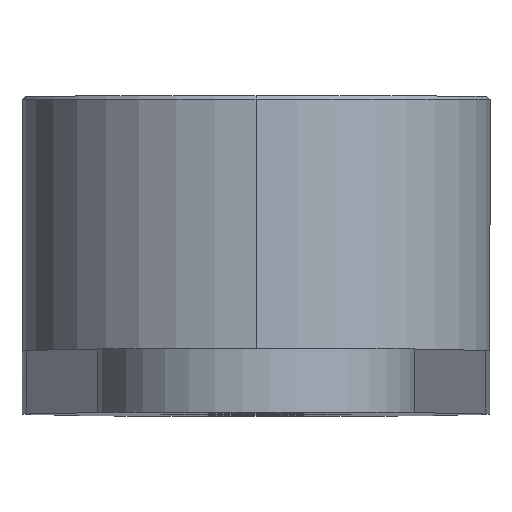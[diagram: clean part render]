
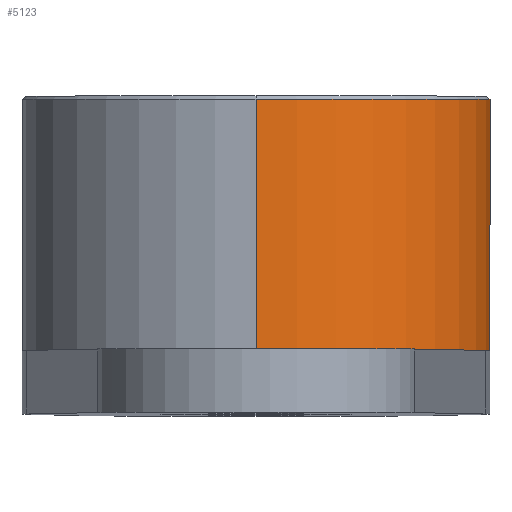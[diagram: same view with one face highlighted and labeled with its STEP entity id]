
A CAD part, top view. The second image highlights one B-rep face of the part: STEP entity #5123.
In plain terms, the highlighted cylindrical face has radius 3.679 mm (diameter 7.359 mm), a partial arc.
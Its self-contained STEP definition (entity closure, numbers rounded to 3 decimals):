
#130 = CARTESIAN_POINT ( 'NONE',  ( 0., 4.95, 0. ) ) ;
#173 = CARTESIAN_POINT ( 'NONE',  ( 0., 5., 0. ) ) ;
#209 = DIRECTION ( 'NONE',  ( 0., 0., -1. ) ) ;
#361 = EDGE_CURVE ( 'NONE', #2913, #5173, #7279, .T. ) ;
#553 = CARTESIAN_POINT ( 'NONE',  ( 0., 1., 0. ) ) ;
#698 = FACE_OUTER_BOUND ( 'NONE', #3518, .T. ) ;
#786 = ORIENTED_EDGE ( 'NONE', *, *, #3218, .T. ) ;
#787 = LINE ( 'NONE', #6892, #6969 ) ;
#1014 = DIRECTION ( 'NONE',  ( 0., 0., -1. ) ) ;
#1316 = DIRECTION ( 'NONE',  ( 0., -1., 0. ) ) ;
#1319 = CARTESIAN_POINT ( 'NONE',  ( 0., 1., -3.679 ) ) ;
#1527 = CARTESIAN_POINT ( 'NONE',  ( 0., 5., -3.679 ) ) ;
#1571 = LINE ( 'NONE', #1527, #6734 ) ;
#2017 = ORIENTED_EDGE ( 'NONE', *, *, #6248, .T. ) ;
#2062 = ORIENTED_EDGE ( 'NONE', *, *, #5234, .F. ) ;
#2241 = CARTESIAN_POINT ( 'NONE',  ( 0., 4.95, 3.679 ) ) ;
#2245 = CARTESIAN_POINT ( 'NONE',  ( 0., 1., 0. ) ) ;
#2251 = CARTESIAN_POINT ( 'NONE',  ( 0., 1., 3.679 ) ) ;
#2655 = ORIENTED_EDGE ( 'NONE', *, *, #361, .F. ) ;
#2661 = DIRECTION ( 'NONE',  ( 0., -1., 0. ) ) ;
#2913 = VERTEX_POINT ( 'NONE', #3931 ) ;
#3057 = AXIS2_PLACEMENT_3D ( 'NONE', #553, #3573, #1014 ) ;
#3218 = EDGE_CURVE ( 'NONE', #6901, #5173, #787, .T. ) ;
#3239 = VERTEX_POINT ( 'NONE', #3264 ) ;
#3264 = CARTESIAN_POINT ( 'NONE',  ( 0., 4.95, -3.679 ) ) ;
#3518 = EDGE_LOOP ( 'NONE', ( #2017, #786, #2655, #3909, #2062 ) ) ;
#3573 = DIRECTION ( 'NONE',  ( 0., -1., 0. ) ) ;
#3838 = EDGE_CURVE ( 'NONE', #5132, #2913, #4884, .T. ) ;
#3909 = ORIENTED_EDGE ( 'NONE', *, *, #3838, .F. ) ;
#3923 = DIRECTION ( 'NONE',  ( 0., -1., 0. ) ) ;
#3931 = CARTESIAN_POINT ( 'NONE',  ( 3.679, 1., 0. ) ) ;
#4171 = DIRECTION ( 'NONE',  ( 0., -1., 0. ) ) ;
#4612 = CIRCLE ( 'NONE', #7077, 3.679 ) ;
#4884 = CIRCLE ( 'NONE', #3057, 3.679 ) ;
#5119 = CYLINDRICAL_SURFACE ( 'NONE', #6497, 3.679 ) ;
#5123 = ADVANCED_FACE ( 'NONE', ( #698 ), #5119, .T. ) ;
#5132 = VERTEX_POINT ( 'NONE', #1319 ) ;
#5173 = VERTEX_POINT ( 'NONE', #2251 ) ;
#5234 = EDGE_CURVE ( 'NONE', #3239, #5132, #1571, .T. ) ;
#5393 = DIRECTION ( 'NONE',  ( 0., -1., 0. ) ) ;
#5729 = AXIS2_PLACEMENT_3D ( 'NONE', #2245, #5393, #6692 ) ;
#6248 = EDGE_CURVE ( 'NONE', #3239, #6901, #4612, .T. ) ;
#6497 = AXIS2_PLACEMENT_3D ( 'NONE', #173, #2661, #7580 ) ;
#6692 = DIRECTION ( 'NONE',  ( 0., 0., -1. ) ) ;
#6734 = VECTOR ( 'NONE', #4171, 1000. ) ;
#6892 = CARTESIAN_POINT ( 'NONE',  ( 0., 5., 3.679 ) ) ;
#6901 = VERTEX_POINT ( 'NONE', #2241 ) ;
#6969 = VECTOR ( 'NONE', #1316, 1000. ) ;
#7077 = AXIS2_PLACEMENT_3D ( 'NONE', #130, #3923, #209 ) ;
#7279 = CIRCLE ( 'NONE', #5729, 3.679 ) ;
#7580 = DIRECTION ( 'NONE',  ( 0., 0., -1. ) ) ;
